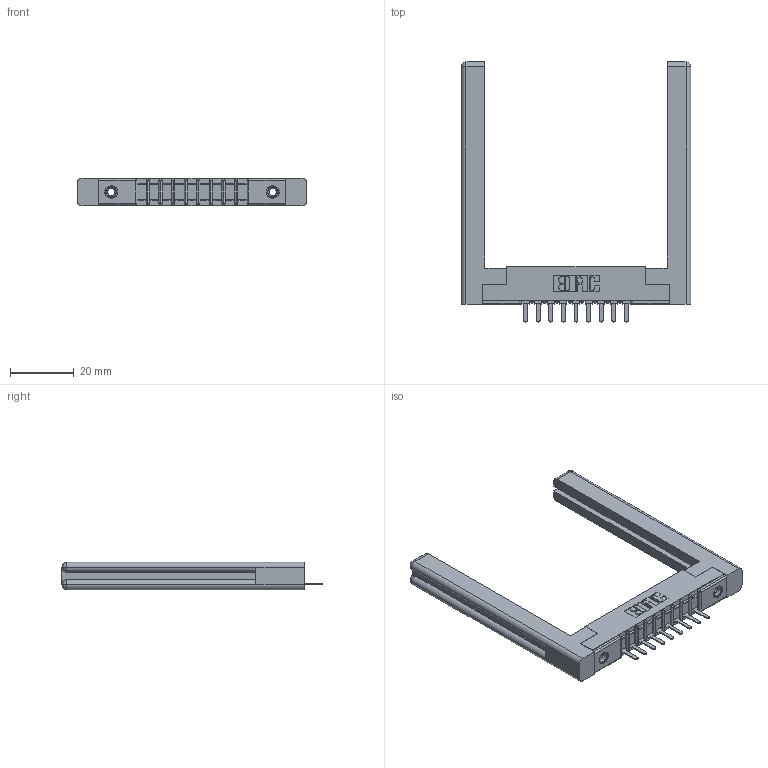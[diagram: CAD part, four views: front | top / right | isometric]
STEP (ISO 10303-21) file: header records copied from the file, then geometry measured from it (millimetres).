
FILE_DESCRIPTION (( 'STEP AP203' ), '1' );
FILE_NAME ('307-009-521-158.STEP', '2019-09-04T18:46:06', ( '' ), ( '' ), 'SwSTEP 2.0', 'SolidWorks 2016', '' );
FILE_SCHEMA (( 'CONFIG_CONTROL_DESIGN' ));
Length unit declared in the file: inch
Products named in the file (5): 307-009-521-158; 307-290-002_521; 345-250-001_345-250-001-102; 307 Part_.156 Dia Mounting Holes; 307-220-058
Assembly tree (14 placements, depth 2):
  307-009-521-158
    307 Part_.156 Dia Mounting Holes
    307-290-002_521  x9
    307-220-058  x2
    345-250-001_345-250-001-102  x2
Bounding box: 72.29 x 81.74 x 8.71 mm (x, y, z)
Volume: 12444.4 mm3; surface area: 12975.6 mm2
Topology: 14 solids, 14 shells, 936 faces, 2765 edges, 1802 vertices
Faces by surface type: plane 559, cylinder 333, sphere 20, torus 12, cone 12
Entity records: 15135 total; most frequent: CARTESIAN_POINT 2555, ORIENTED_EDGE 2484, DIRECTION 2458, EDGE_CURVE 1242, VECTOR 932, LINE 932, VERTEX_POINT 806, AXIS2_PLACEMENT_3D 763
